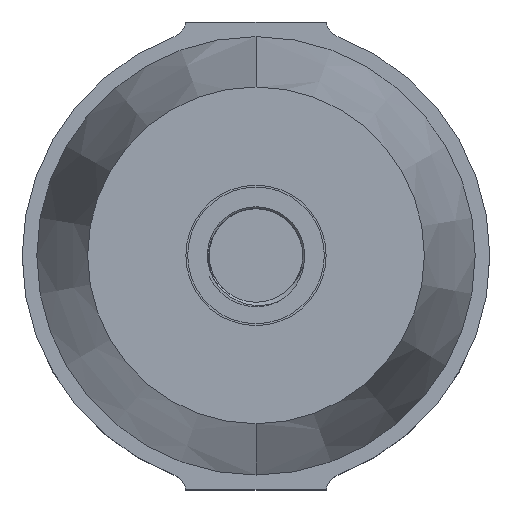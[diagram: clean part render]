
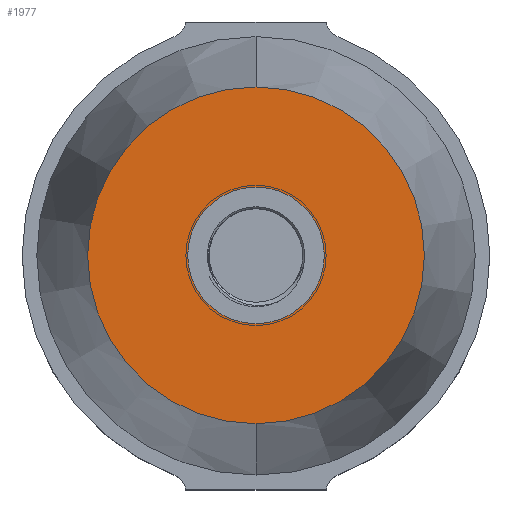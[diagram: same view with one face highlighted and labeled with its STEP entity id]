
A CAD part, top view. The second image highlights one B-rep face of the part: STEP entity #1977.
In plain terms, the highlighted planar face has unit normal (0, 0, 1).
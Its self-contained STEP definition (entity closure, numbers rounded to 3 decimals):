
#110 = EDGE_CURVE ( 'NONE', #4278, #1341, #2396, .T. ) ;
#166 = ORIENTED_EDGE ( 'NONE', *, *, #110, .T. ) ;
#250 = AXIS2_PLACEMENT_3D ( 'NONE', #4107, #2066, #1107 ) ;
#280 = EDGE_CURVE ( 'NONE', #1450, #2803, #1721, .T. ) ;
#602 = DIRECTION ( 'NONE',  ( 0., -1., 0. ) ) ;
#779 = DIRECTION ( 'NONE',  ( -1., 0., 0. ) ) ;
#856 = FACE_BOUND ( 'NONE', #887, .T. ) ;
#864 = CARTESIAN_POINT ( 'NONE',  ( 0., 18., 38. ) ) ;
#887 = EDGE_LOOP ( 'NONE', ( #2985, #1869 ) ) ;
#942 = EDGE_LOOP ( 'NONE', ( #166, #1710 ) ) ;
#948 = AXIS2_PLACEMENT_3D ( 'NONE', #2402, #3036, #779 ) ;
#1107 = DIRECTION ( 'NONE',  ( 0., -1., 0. ) ) ;
#1341 = VERTEX_POINT ( 'NONE', #3079 ) ;
#1442 = CARTESIAN_POINT ( 'NONE',  ( -7.3, 0., 38. ) ) ;
#1449 = EDGE_CURVE ( 'NONE', #1341, #4278, #3969, .T. ) ;
#1450 = VERTEX_POINT ( 'NONE', #1442 ) ;
#1675 = CIRCLE ( 'NONE', #948, 7.3 ) ;
#1684 = DIRECTION ( 'NONE',  ( 0., 0., -1. ) ) ;
#1710 = ORIENTED_EDGE ( 'NONE', *, *, #1449, .T. ) ;
#1721 = CIRCLE ( 'NONE', #2497, 7.3 ) ;
#1869 = ORIENTED_EDGE ( 'NONE', *, *, #2060, .F. ) ;
#1967 = AXIS2_PLACEMENT_3D ( 'NONE', #3251, #4226, #602 ) ;
#1977 = ADVANCED_FACE ( 'NONE', ( #856, #2662 ), #2352, .F. ) ;
#2060 = EDGE_CURVE ( 'NONE', #2803, #1450, #1675, .T. ) ;
#2066 = DIRECTION ( 'NONE',  ( 0., 0., 1. ) ) ;
#2116 = CARTESIAN_POINT ( 'NONE',  ( 7.3, 0., 38. ) ) ;
#2352 = PLANE ( 'NONE',  #4205 ) ;
#2396 = CIRCLE ( 'NONE', #1967, 18. ) ;
#2402 = CARTESIAN_POINT ( 'NONE',  ( 0., 0., 38. ) ) ;
#2497 = AXIS2_PLACEMENT_3D ( 'NONE', #2943, #4285, #2615 ) ;
#2594 = DIRECTION ( 'NONE',  ( 0., 1., 0. ) ) ;
#2615 = DIRECTION ( 'NONE',  ( -1., 0., 0. ) ) ;
#2662 = FACE_OUTER_BOUND ( 'NONE', #942, .T. ) ;
#2803 = VERTEX_POINT ( 'NONE', #2116 ) ;
#2943 = CARTESIAN_POINT ( 'NONE',  ( 0., 0., 38. ) ) ;
#2985 = ORIENTED_EDGE ( 'NONE', *, *, #280, .F. ) ;
#3017 = CARTESIAN_POINT ( 'NONE',  ( 0., 18., 38. ) ) ;
#3036 = DIRECTION ( 'NONE',  ( 0., 0., 1. ) ) ;
#3079 = CARTESIAN_POINT ( 'NONE',  ( 0., -18., 38. ) ) ;
#3251 = CARTESIAN_POINT ( 'NONE',  ( 0., 0., 38. ) ) ;
#3969 = CIRCLE ( 'NONE', #250, 18. ) ;
#4107 = CARTESIAN_POINT ( 'NONE',  ( 0., 0., 38. ) ) ;
#4205 = AXIS2_PLACEMENT_3D ( 'NONE', #3017, #1684, #2594 ) ;
#4226 = DIRECTION ( 'NONE',  ( 0., 0., 1. ) ) ;
#4278 = VERTEX_POINT ( 'NONE', #864 ) ;
#4285 = DIRECTION ( 'NONE',  ( 0., 0., 1. ) ) ;
